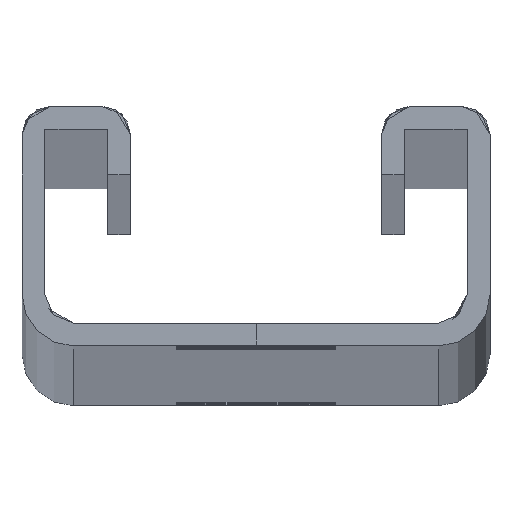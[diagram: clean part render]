
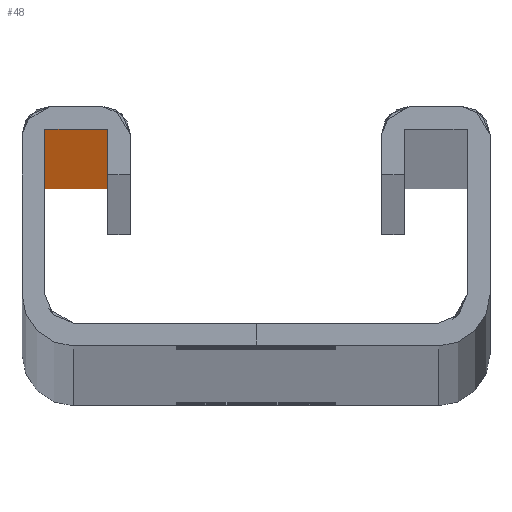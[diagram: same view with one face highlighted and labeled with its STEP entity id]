
A CAD part, top view. The second image highlights one B-rep face of the part: STEP entity #48.
In plain terms, the highlighted free-form (B-spline) face has degree [2, 1] with [3, 2] control points.
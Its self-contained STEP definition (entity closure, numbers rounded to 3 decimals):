
#48=ADVANCED_FACE('',(#114),#1176,.T.);
#114=FACE_OUTER_BOUND('',#188,.T.);
#188=EDGE_LOOP('',(#353,#354,#355,#356));
#353=ORIENTED_EDGE('',*,*,#681,.T.);
#354=ORIENTED_EDGE('',*,*,#682,.T.);
#355=ORIENTED_EDGE('',*,*,#683,.F.);
#356=ORIENTED_EDGE('',*,*,#679,.F.);
#679=EDGE_CURVE('',#1047,#1048,#943,.T.);
#681=EDGE_CURVE('',#1047,#1049,#945,.T.);
#682=EDGE_CURVE('',#1049,#1050,#946,.T.);
#683=EDGE_CURVE('',#1048,#1050,#947,.T.);
#943=(
BOUNDED_CURVE()
B_SPLINE_CURVE(1,(#2124,#2125),.UNSPECIFIED.,.F.,.F.)
B_SPLINE_CURVE_WITH_KNOTS((2,2),(0.,3000.),.UNSPECIFIED.)
CURVE()
GEOMETRIC_REPRESENTATION_ITEM()
RATIONAL_B_SPLINE_CURVE((1.,1.))
REPRESENTATION_ITEM('')
);
#945=(
BOUNDED_CURVE()
B_SPLINE_CURVE(2,(#2129,#2130,#2131),.UNSPECIFIED.,.F.,.F.)
B_SPLINE_CURVE_WITH_KNOTS((3,3),(-108.958,-103.458),
 .UNSPECIFIED.)
CURVE()
GEOMETRIC_REPRESENTATION_ITEM()
RATIONAL_B_SPLINE_CURVE((1.,1.,1.))
REPRESENTATION_ITEM('')
);
#946=(
BOUNDED_CURVE()
B_SPLINE_CURVE(1,(#2132,#2133),.UNSPECIFIED.,.F.,.F.)
B_SPLINE_CURVE_WITH_KNOTS((2,2),(0.,3000.),.UNSPECIFIED.)
CURVE()
GEOMETRIC_REPRESENTATION_ITEM()
RATIONAL_B_SPLINE_CURVE((1.,1.))
REPRESENTATION_ITEM('')
);
#947=(
BOUNDED_CURVE()
B_SPLINE_CURVE(2,(#2134,#2135,#2136),.UNSPECIFIED.,.F.,.F.)
B_SPLINE_CURVE_WITH_KNOTS((3,3),(-108.958,-103.458),
 .UNSPECIFIED.)
CURVE()
GEOMETRIC_REPRESENTATION_ITEM()
RATIONAL_B_SPLINE_CURVE((1.,1.,1.))
REPRESENTATION_ITEM('')
);
#1047=VERTEX_POINT('',#1897);
#1048=VERTEX_POINT('',#1898);
#1049=VERTEX_POINT('',#1899);
#1050=VERTEX_POINT('',#1900);
#1176=(
BOUNDED_SURFACE()
B_SPLINE_SURFACE(2,1,((#1371,#1372),(#1373,#1374),(#1375,#1376)),
 .UNSPECIFIED.,.F.,.F.,.F.)
B_SPLINE_SURFACE_WITH_KNOTS((3,3),(2,2),(-108.958,-103.458),
(0.,3000.),.UNSPECIFIED.)
GEOMETRIC_REPRESENTATION_ITEM()
RATIONAL_B_SPLINE_SURFACE(((1.,1.),(1.,1.),(1.,1.)))
REPRESENTATION_ITEM('')
SURFACE()
);
#1371=CARTESIAN_POINT('',(-13.,19.,3000.));
#1372=CARTESIAN_POINT('',(-13.,19.,0.));
#1373=CARTESIAN_POINT('',(-15.75,19.,3000.));
#1374=CARTESIAN_POINT('',(-15.75,19.,0.));
#1375=CARTESIAN_POINT('',(-18.5,19.,3000.));
#1376=CARTESIAN_POINT('',(-18.5,19.,0.));
#1897=CARTESIAN_POINT('',(-13.,19.,3000.));
#1898=CARTESIAN_POINT('',(-13.,19.,0.));
#1899=CARTESIAN_POINT('',(-18.5,19.,3000.));
#1900=CARTESIAN_POINT('',(-18.5,19.,0.));
#2124=CARTESIAN_POINT('',(-13.,19.,3000.));
#2125=CARTESIAN_POINT('',(-13.,19.,0.));
#2129=CARTESIAN_POINT('',(-13.,19.,3000.));
#2130=CARTESIAN_POINT('',(-15.75,19.,3000.));
#2131=CARTESIAN_POINT('',(-18.5,19.,3000.));
#2132=CARTESIAN_POINT('',(-18.5,19.,3000.));
#2133=CARTESIAN_POINT('',(-18.5,19.,0.));
#2134=CARTESIAN_POINT('',(-13.,19.,0.));
#2135=CARTESIAN_POINT('',(-15.75,19.,0.));
#2136=CARTESIAN_POINT('',(-18.5,19.,0.));
